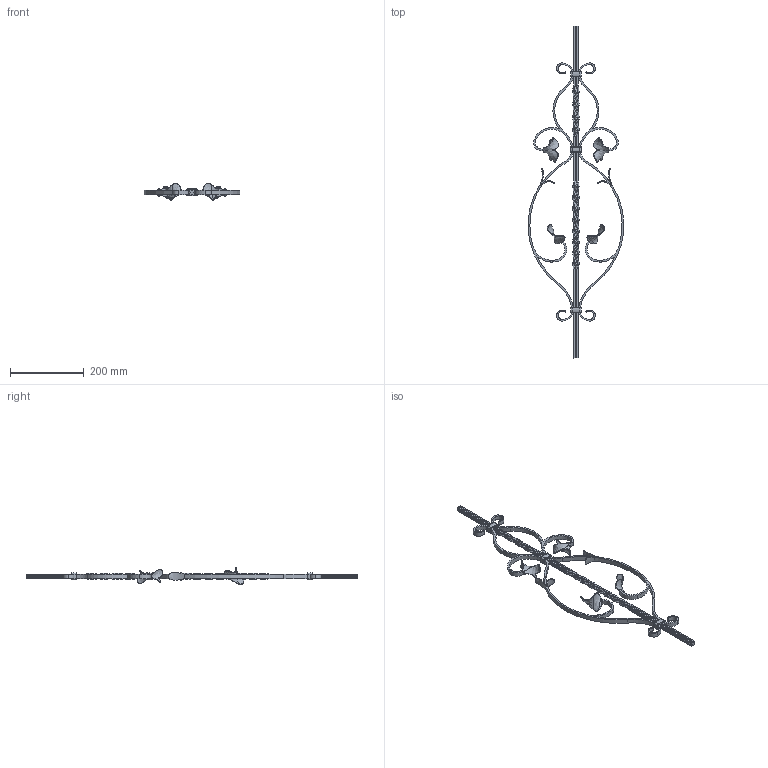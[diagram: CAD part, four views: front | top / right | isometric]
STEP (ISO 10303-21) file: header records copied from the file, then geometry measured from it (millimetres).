
FILE_DESCRIPTION (( 'STEP AP203' ), '1' );
FILE_NAME ('1503.STEP', '2023-07-04T11:41:11', ( '' ), ( '' ), 'SwSTEP 2.0', 'SolidWorks 2018', '' );
FILE_SCHEMA (( 'CONFIG_CONTROL_DESIGN' ));
Length unit declared in the file: millimetre
Products named in the file (1): 1503
Bounding box: 258.84 x 900 x 46.01 mm (x, y, z)
Volume: 295652.9 mm3; surface area: 159039.2 mm2
Topology: 5 solids, 5 shells, 1017 faces, 2489 edges, 1461 vertices
Faces by surface type: plane 387, bspline 263, cylinder 251, torus 116
Entity records: 55421 total; most frequent: CARTESIAN_POINT 33519, ORIENTED_EDGE 4972, DIRECTION 3837, EDGE_CURVE 2486, VERTEX_POINT 1461, AXIS2_PLACEMENT_3D 1354, VECTOR 1129, LINE 1129
